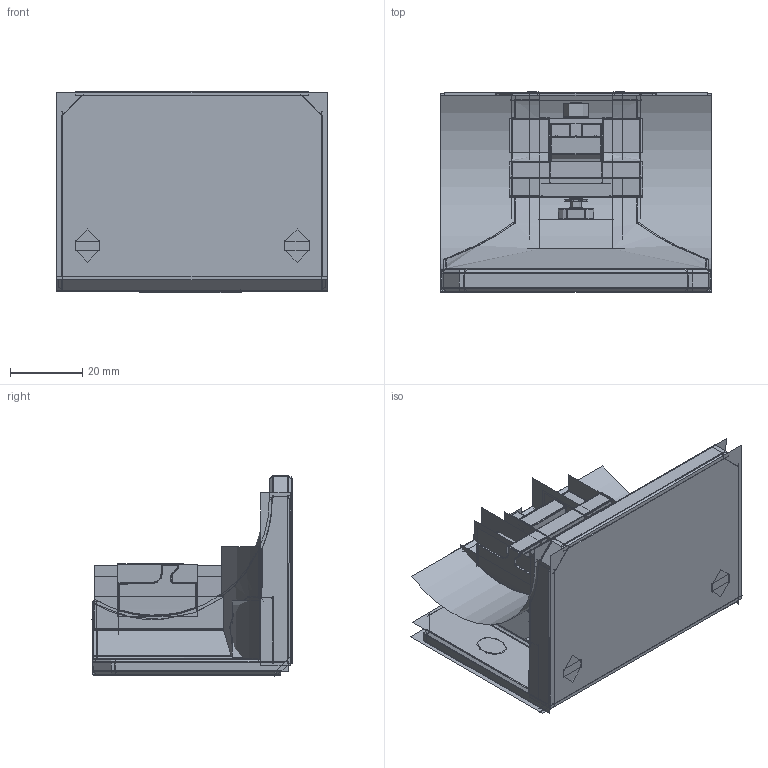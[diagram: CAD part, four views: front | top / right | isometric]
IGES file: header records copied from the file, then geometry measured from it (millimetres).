
Start section:  PTC IGES file: 181247.igs
Global section: file name: 181247.igs; native system: Creo Parametric by Parametric Technology Corporation; preprocessor: 2013230; author: pdmadmin; organization: Unknown; date: 20150818.164328; units: millimetre
Bounding box: 74.88 x 55.57 x 55.69 mm (x, y, z)
Volume: 63744.9 mm3; surface area: 159595 mm2
Topology: 10 solids, 11 shells, 2184 faces, 11069 edges, 14055 vertices
Faces by surface type: revolution 1244, bspline 930, extrusion 10
